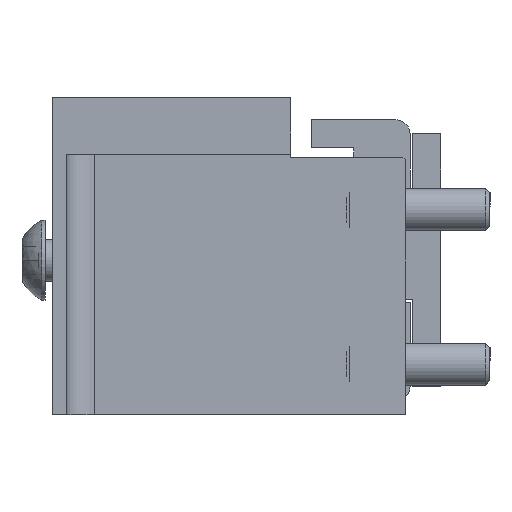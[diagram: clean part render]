
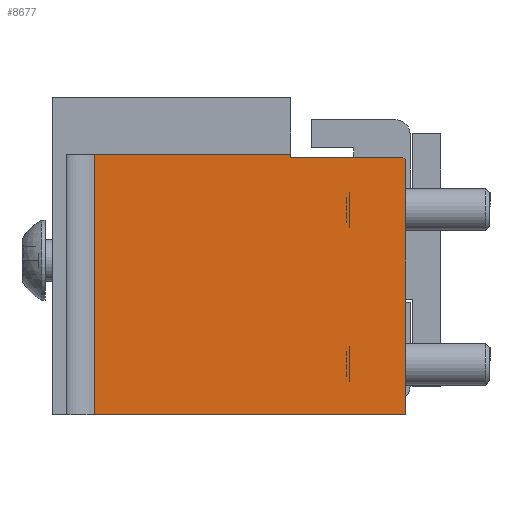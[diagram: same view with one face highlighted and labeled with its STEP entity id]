
A CAD part, left-side view. The second image highlights one B-rep face of the part: STEP entity #8677.
In plain terms, the highlighted face is planar.
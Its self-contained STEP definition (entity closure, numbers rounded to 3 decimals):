
#868=FACE_OUTER_BOUND('',#1367,.T.);
#1367=EDGE_LOOP('',(#7238,#7239,#7240,#7241,#7242,#7243,#7244));
#1696=CIRCLE('',#9396,0.2);
#2245=LINE('',#19053,#3070);
#2262=LINE('',#19090,#3087);
#2265=LINE('',#19098,#3090);
#2268=LINE('',#19102,#3093);
#2270=LINE('',#19108,#3095);
#2271=LINE('',#19111,#3096);
#3070=VECTOR('',#11038,10.);
#3087=VECTOR('',#11071,10.);
#3090=VECTOR('',#11078,10.);
#3093=VECTOR('',#11083,10.);
#3095=VECTOR('',#11091,10.);
#3096=VECTOR('',#11094,10.);
#3988=VERTEX_POINT('',#19050);
#3989=VERTEX_POINT('',#19052);
#4000=VERTEX_POINT('',#19087);
#4001=VERTEX_POINT('',#19089);
#4004=VERTEX_POINT('',#19096);
#4005=VERTEX_POINT('',#19107);
#4006=VERTEX_POINT('',#19109);
#5112=EDGE_CURVE('',#3989,#3988,#2245,.T.);
#5131=EDGE_CURVE('',#4001,#4000,#2262,.T.);
#5135=EDGE_CURVE('',#4000,#4004,#2265,.T.);
#5138=EDGE_CURVE('',#3989,#4004,#2268,.T.);
#5140=EDGE_CURVE('',#4005,#3988,#2270,.F.);
#5141=EDGE_CURVE('',#4006,#4005,#1696,.T.);
#5142=EDGE_CURVE('',#4006,#4001,#2271,.T.);
#7238=ORIENTED_EDGE('',*,*,#5138,.F.);
#7239=ORIENTED_EDGE('',*,*,#5112,.T.);
#7240=ORIENTED_EDGE('',*,*,#5140,.F.);
#7241=ORIENTED_EDGE('',*,*,#5141,.F.);
#7242=ORIENTED_EDGE('',*,*,#5142,.T.);
#7243=ORIENTED_EDGE('',*,*,#5131,.T.);
#7244=ORIENTED_EDGE('',*,*,#5135,.T.);
#8219=PLANE('',#9395);
#8677=ADVANCED_FACE('',(#868),#8219,.F.);
#9395=AXIS2_PLACEMENT_3D('',#19106,#11089,#11090);
#9396=AXIS2_PLACEMENT_3D('',#19110,#11092,#11093);
#11038=DIRECTION('',(0.,0.,1.));
#11071=DIRECTION('',(-1.,0.,0.));
#11078=DIRECTION('',(0.,0.,-1.));
#11083=DIRECTION('',(-1.,0.,0.));
#11089=DIRECTION('center_axis',(0.,1.,0.));
#11090=DIRECTION('ref_axis',(0.,0.,
-1.));
#11091=DIRECTION('',(-1.,0.,0.));
#11092=DIRECTION('center_axis',(0.,1.,0.));
#11093=DIRECTION('ref_axis',(-0.707,0.,0.707));
#11094=DIRECTION('',(0.,0.,-1.));
#19050=CARTESIAN_POINT('',(-546.4,47.2,-9.8));
#19052=CARTESIAN_POINT('',(-546.4,47.2,-32.));
#19053=CARTESIAN_POINT('',(-546.4,47.2,-18.75));
#19087=CARTESIAN_POINT('',(-564.945,47.2,-18.));
#19089=CARTESIAN_POINT('',(-564.697,47.2,-18.));
#19090=CARTESIAN_POINT('',(-560.598,47.2,-18.));
#19096=CARTESIAN_POINT('',(-564.945,47.2,-32.));
#19098=CARTESIAN_POINT('',(-564.945,47.2,-18.275));
#19102=CARTESIAN_POINT('',(-555.774,47.2,-32.));
#19106=CARTESIAN_POINT('Origin',(-556.,47.2,-18.75));
#19107=CARTESIAN_POINT('',(-564.497,47.2,-9.8));
#19108=CARTESIAN_POINT('',(-556.,47.2,-9.8));
#19109=CARTESIAN_POINT('',(-564.697,47.2,-10.));
#19110=CARTESIAN_POINT('Origin',(-564.497,47.2,-10.));
#19111=CARTESIAN_POINT('',(-564.697,47.2,-18.275));
